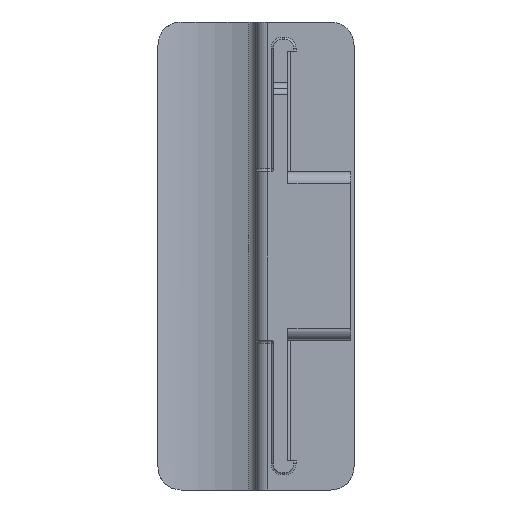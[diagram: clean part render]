
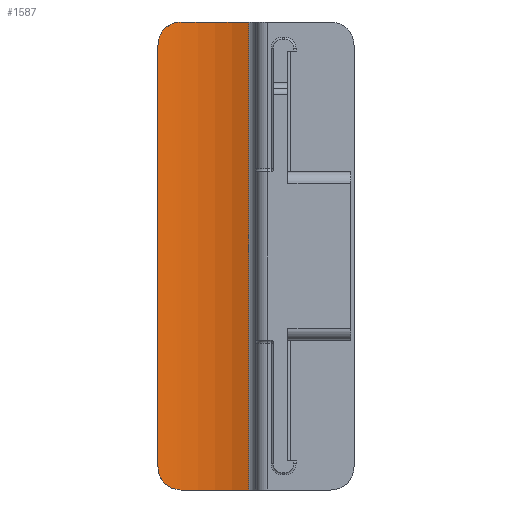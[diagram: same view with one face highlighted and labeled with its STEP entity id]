
A CAD part, left-side view. The second image highlights one B-rep face of the part: STEP entity #1587.
In plain terms, the highlighted cylindrical face has radius 10 mm (diameter 20 mm), a partial arc.
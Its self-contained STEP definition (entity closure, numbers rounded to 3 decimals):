
#41=B_SPLINE_CURVE_WITH_KNOTS('',3,(#2772,#2773,#2774,#2775,#2776,#2777,
#2778,#2779,#2780,#2781),.UNSPECIFIED.,.F.,.F.,(4,2,2,2,4),(0.612,
0.689,0.765,0.843,0.921),
 .UNSPECIFIED.);
#42=B_SPLINE_CURVE_WITH_KNOTS('',3,(#2787,#2788,#2789,#2790,#2791,#2792,
#2793,#2794,#2795,#2796),.UNSPECIFIED.,.F.,.F.,(4,2,2,2,4),(0.915,
0.994,1.073,1.149,1.224),
 .UNSPECIFIED.);
#164=FACE_OUTER_BOUND('',#258,.T.);
#258=EDGE_LOOP('',(#1400,#1401,#1402,#1403,#1404,#1405));
#344=LINE('',#2721,#468);
#357=LINE('',#2785,#481);
#468=VECTOR('',#2075,10.);
#481=VECTOR('',#2106,10.);
#578=CIRCLE('',#1710,10.);
#582=CIRCLE('',#1721,10.);
#708=VERTEX_POINT('',#2705);
#709=VERTEX_POINT('',#2707);
#711=VERTEX_POINT('',#2719);
#725=VERTEX_POINT('',#2765);
#726=VERTEX_POINT('',#2770);
#727=VERTEX_POINT('',#2783);
#893=EDGE_CURVE('',#708,#709,#578,.F.);
#900=EDGE_CURVE('',#711,#708,#344,.T.);
#917=EDGE_CURVE('',#711,#725,#582,.T.);
#920=EDGE_CURVE('',#726,#725,#41,.T.);
#922=EDGE_CURVE('',#726,#727,#357,.T.);
#923=EDGE_CURVE('',#709,#727,#42,.T.);
#1400=ORIENTED_EDGE('',*,*,#900,.F.);
#1401=ORIENTED_EDGE('',*,*,#917,.T.);
#1402=ORIENTED_EDGE('',*,*,#920,.F.);
#1403=ORIENTED_EDGE('',*,*,#922,.T.);
#1404=ORIENTED_EDGE('',*,*,#923,.F.);
#1405=ORIENTED_EDGE('',*,*,#893,.F.);
#1503=CYLINDRICAL_SURFACE('',#1782,10.);
#1587=ADVANCED_FACE('',(#164),#1503,.F.);
#1710=AXIS2_PLACEMENT_3D('',#2708,#2058,#2059);
#1721=AXIS2_PLACEMENT_3D('',#2767,#2096,#2097);
#1782=AXIS2_PLACEMENT_3D('',#2957,#2249,#2250);
#2058=DIRECTION('center_axis',(0.,0.,-1.));
#2059=DIRECTION('ref_axis',(0.903,0.43,0.));
#2075=DIRECTION('',(0.,0.,-1.));
#2096=DIRECTION('center_axis',(0.,0.,1.));
#2097=DIRECTION('ref_axis',(0.903,0.43,0.));
#2106=DIRECTION('',(0.,0.,-1.));
#2249=DIRECTION('center_axis',(0.,0.,-1.));
#2250=DIRECTION('ref_axis',(0.903,0.43,0.));
#2705=CARTESIAN_POINT('',(87.375,-3.417,3.9));
#2707=CARTESIAN_POINT('',(87.838,2.397,3.9));
#2708=CARTESIAN_POINT('Origin',(78.071,0.249,3.9));
#2719=CARTESIAN_POINT('',(87.375,-3.417,44.232));
#2721=CARTESIAN_POINT('',(87.375,-3.417,3.9));
#2765=CARTESIAN_POINT('',(87.838,2.397,44.232));
#2767=CARTESIAN_POINT('Origin',(78.071,0.249,44.232));
#2770=CARTESIAN_POINT('',(87.17,4.397,42.232));
#2772=CARTESIAN_POINT('Ctrl Pts',(87.17,4.397,42.232));
#2773=CARTESIAN_POINT('Ctrl Pts',(87.17,4.397,42.487));
#2774=CARTESIAN_POINT('Ctrl Pts',(87.195,4.345,42.757));
#2775=CARTESIAN_POINT('Ctrl Pts',(87.284,4.139,43.249));
#2776=CARTESIAN_POINT('Ctrl Pts',(87.349,3.986,43.471));
#2777=CARTESIAN_POINT('Ctrl Pts',(87.483,3.634,43.823));
#2778=CARTESIAN_POINT('Ctrl Pts',(87.562,3.41,43.976));
#2779=CARTESIAN_POINT('Ctrl Pts',(87.712,2.919,44.181));
#2780=CARTESIAN_POINT('Ctrl Pts',(87.782,2.651,44.232));
#2781=CARTESIAN_POINT('Ctrl Pts',(87.838,2.397,44.232));
#2783=CARTESIAN_POINT('',(87.17,4.397,5.9));
#2785=CARTESIAN_POINT('',(87.17,4.397,3.9));
#2787=CARTESIAN_POINT('Ctrl Pts',(87.838,2.397,3.9));
#2788=CARTESIAN_POINT('Ctrl Pts',(87.781,2.654,3.9));
#2789=CARTESIAN_POINT('Ctrl Pts',(87.71,2.925,3.952));
#2790=CARTESIAN_POINT('Ctrl Pts',(87.558,3.421,4.161));
#2791=CARTESIAN_POINT('Ctrl Pts',(87.478,3.646,4.318));
#2792=CARTESIAN_POINT('Ctrl Pts',(87.345,3.995,4.673));
#2793=CARTESIAN_POINT('Ctrl Pts',(87.282,4.145,4.893));
#2794=CARTESIAN_POINT('Ctrl Pts',(87.194,4.347,5.381));
#2795=CARTESIAN_POINT('Ctrl Pts',(87.17,4.397,5.648));
#2796=CARTESIAN_POINT('Ctrl Pts',(87.17,4.397,5.9));
#2957=CARTESIAN_POINT('Origin',(78.071,0.249,3.9));
